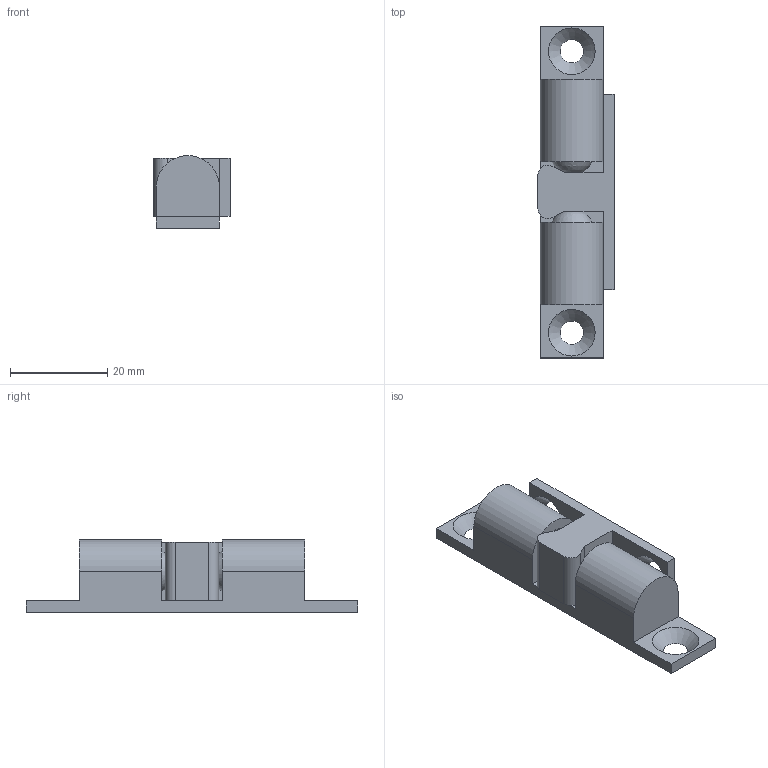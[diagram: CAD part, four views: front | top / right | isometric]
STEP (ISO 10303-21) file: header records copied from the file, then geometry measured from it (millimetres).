
FILE_DESCRIPTION( ( 'STEP AP214' ), '1' );
FILE_NAME( 'K0583.70_0.stp', '2020-12-09T08:54:49', ( '' ), ( '' ), ' ', 'PARTsolutions', ' ' );
FILE_SCHEMA( ( 'AUTOMOTIVE_DESIGN { 1 0 10303 214 1 1 1 1 }' ) );
Length unit declared in the file: millimetre
Products named in the file (3): K0583.70_0; _k0583_gehaeuse_58; _058k0583_s_kolben
Assembly tree (2 placements, depth 2):
  K0583.70_0
    _k0583_gehaeuse_58
    _058k0583_s_kolben
Bounding box: 15.7 x 68.4 x 15 mm (x, y, z)
Volume: 9359.1 mm3; surface area: 5185 mm2
Topology: 2 solids, 2 shells, 34 faces, 91 edges, 61 vertices
Faces by surface type: plane 24, cylinder 4, cone 4, sphere 2
Entity records: 1354 total; most frequent: CARTESIAN_POINT 179, DIRECTION 174, ORIENTED_EDGE 164, EDGE_CURVE 82, LINE 64, VECTOR 64, VERTEX_POINT 60, AXIS2_PLACEMENT_3D 55
